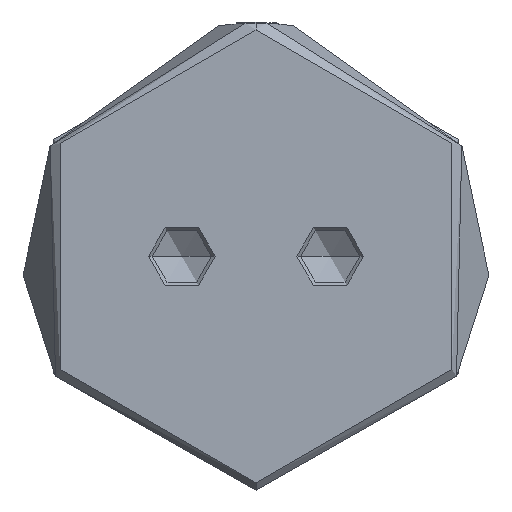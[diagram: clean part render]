
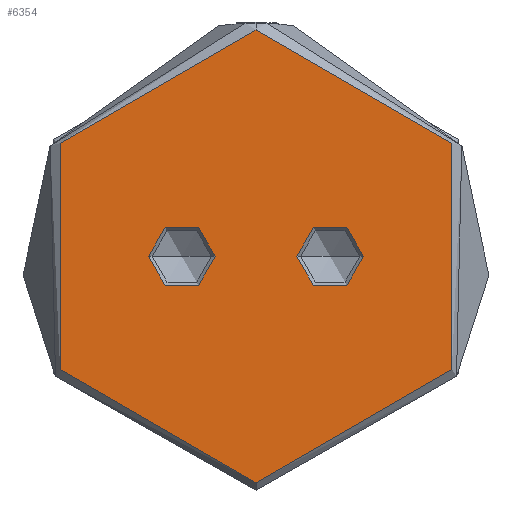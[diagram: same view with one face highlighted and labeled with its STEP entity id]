
A CAD part, front view. The second image highlights one B-rep face of the part: STEP entity #6354.
In plain terms, the highlighted face is planar.
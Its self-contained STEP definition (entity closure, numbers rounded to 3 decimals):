
#230 = DIRECTION ( 'NONE',  ( 0., 0., 1. ) ) ;
#269 = CARTESIAN_POINT ( 'NONE',  ( -30.5, 0., 0. ) ) ;
#288 = VERTEX_POINT ( 'NONE', #6624 ) ;
#674 = DIRECTION ( 'NONE',  ( 0., 0., -1. ) ) ;
#839 = DIRECTION ( 'NONE',  ( 0., 0., 1. ) ) ;
#1173 = EDGE_CURVE ( 'NONE', #5455, #5518, #4466, .T. ) ;
#1312 = CARTESIAN_POINT ( 'NONE',  ( 0., 0., 0. ) ) ;
#1526 = PLANE ( 'NONE',  #4492 ) ;
#1530 = CARTESIAN_POINT ( 'NONE',  ( 0., 10., 0. ) ) ;
#1728 = EDGE_CURVE ( 'NONE', #288, #5716, #4547, .T. ) ;
#1821 = DIRECTION ( 'NONE',  ( 0., 0., 1. ) ) ;
#1867 = CARTESIAN_POINT ( 'NONE',  ( 0., 5.5, 0. ) ) ;
#1893 = ORIENTED_EDGE ( 'NONE', *, *, #6262, .F. ) ;
#2028 = CIRCLE ( 'NONE', #7277, 4.5 ) ;
#2160 = EDGE_CURVE ( 'NONE', #5716, #288, #5831, .T. ) ;
#2165 = DIRECTION ( 'NONE',  ( 0., -1., 0. ) ) ;
#2280 = EDGE_CURVE ( 'NONE', #5518, #5455, #2028, .T. ) ;
#2442 = EDGE_CURVE ( 'NONE', #2587, #4815, #5495, .T. ) ;
#2519 = DIRECTION ( 'NONE',  ( 0., 1., 0. ) ) ;
#2587 = VERTEX_POINT ( 'NONE', #1867 ) ;
#2593 = AXIS2_PLACEMENT_3D ( 'NONE', #4442, #8230, #2519 ) ;
#2807 = DIRECTION ( 'NONE',  ( -1., 0., 0. ) ) ;
#2935 = CARTESIAN_POINT ( 'NONE',  ( 0., 14.5, 0. ) ) ;
#3298 = DIRECTION ( 'NONE',  ( 1., 0., 0. ) ) ;
#3460 = AXIS2_PLACEMENT_3D ( 'NONE', #5655, #1821, #6280 ) ;
#3632 = CIRCLE ( 'NONE', #5071, 4.5 ) ;
#3761 = CARTESIAN_POINT ( 'NONE',  ( 0., -5.5, 0. ) ) ;
#3880 = CARTESIAN_POINT ( 'NONE',  ( 0., -14.5, 0. ) ) ;
#3932 = FACE_BOUND ( 'NONE', #4620, .T. ) ;
#4050 = CARTESIAN_POINT ( 'NONE',  ( 0., 10., 0. ) ) ;
#4074 = ORIENTED_EDGE ( 'NONE', *, *, #2280, .T. ) ;
#4107 = AXIS2_PLACEMENT_3D ( 'NONE', #1312, #839, #3298 ) ;
#4442 = CARTESIAN_POINT ( 'NONE',  ( 0., -10., 0. ) ) ;
#4462 = CARTESIAN_POINT ( 'NONE',  ( 0., -10., 0. ) ) ;
#4466 = CIRCLE ( 'NONE', #2593, 4.5 ) ;
#4483 = EDGE_LOOP ( 'NONE', ( #6337, #4074 ) ) ;
#4492 = AXIS2_PLACEMENT_3D ( 'NONE', #7852, #6608, #2807 ) ;
#4547 = CIRCLE ( 'NONE', #4107, 30.5 ) ;
#4607 = ORIENTED_EDGE ( 'NONE', *, *, #2160, .T. ) ;
#4620 = EDGE_LOOP ( 'NONE', ( #6898, #1893 ) ) ;
#4665 = DIRECTION ( 'NONE',  ( 0., -1., 0. ) ) ;
#4815 = VERTEX_POINT ( 'NONE', #2935 ) ;
#5071 = AXIS2_PLACEMENT_3D ( 'NONE', #4050, #230, #4665 ) ;
#5095 = DIRECTION ( 'NONE',  ( 0., 1., 0. ) ) ;
#5455 = VERTEX_POINT ( 'NONE', #3761 ) ;
#5495 = CIRCLE ( 'NONE', #6695, 4.5 ) ;
#5518 = VERTEX_POINT ( 'NONE', #3880 ) ;
#5612 = FACE_BOUND ( 'NONE', #4483, .T. ) ;
#5655 = CARTESIAN_POINT ( 'NONE',  ( 0., 0., 0. ) ) ;
#5716 = VERTEX_POINT ( 'NONE', #269 ) ;
#5831 = CIRCLE ( 'NONE', #3460, 30.5 ) ;
#5978 = DIRECTION ( 'NONE',  ( 0., 0., 1. ) ) ;
#6262 = EDGE_CURVE ( 'NONE', #4815, #2587, #3632, .T. ) ;
#6280 = DIRECTION ( 'NONE',  ( 1., 0., 0. ) ) ;
#6337 = ORIENTED_EDGE ( 'NONE', *, *, #1173, .T. ) ;
#6354 = ADVANCED_FACE ( 'NONE', ( #7090, #3932, #5612 ), #1526, .F. ) ;
#6608 = DIRECTION ( 'NONE',  ( 0., 0., -1. ) ) ;
#6624 = CARTESIAN_POINT ( 'NONE',  ( 30.5, 0., 0. ) ) ;
#6695 = AXIS2_PLACEMENT_3D ( 'NONE', #1530, #5978, #2165 ) ;
#6764 = ORIENTED_EDGE ( 'NONE', *, *, #1728, .T. ) ;
#6898 = ORIENTED_EDGE ( 'NONE', *, *, #2442, .F. ) ;
#7019 = EDGE_LOOP ( 'NONE', ( #4607, #6764 ) ) ;
#7090 = FACE_OUTER_BOUND ( 'NONE', #7019, .T. ) ;
#7277 = AXIS2_PLACEMENT_3D ( 'NONE', #4462, #674, #5095 ) ;
#7852 = CARTESIAN_POINT ( 'NONE',  ( 0., 0., 0. ) ) ;
#8230 = DIRECTION ( 'NONE',  ( 0., 0., -1. ) ) ;
